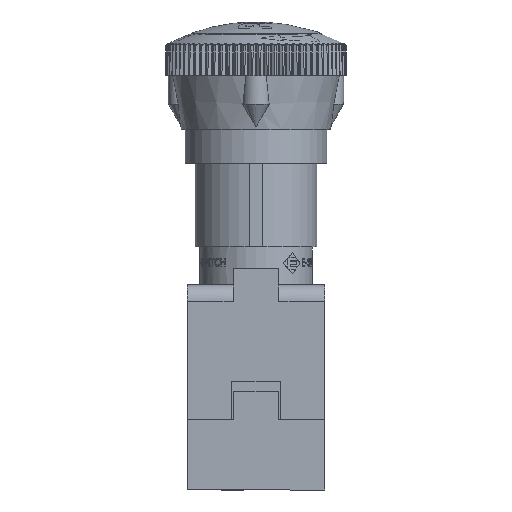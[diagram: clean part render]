
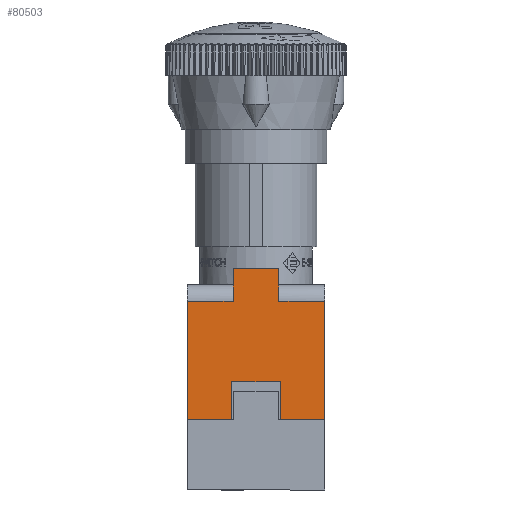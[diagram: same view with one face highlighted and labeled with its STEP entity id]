
A CAD part, front view. The second image highlights one B-rep face of the part: STEP entity #80503.
In plain terms, the highlighted planar face has unit normal (0, -1, 0).
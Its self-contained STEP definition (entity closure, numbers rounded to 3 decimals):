
#3940=PLANE('',#84901);
#9709=FACE_OUTER_BOUND('',#14280,.T.);
#14280=EDGE_LOOP('',(#75671,#75672,#75673,#75674,#75675,#75676,#75677,#75678,
#75679,#75680,#75681,#75682,#75683,#75684,#75685,#75686));
#19866=LINE('',#116141,#27860);
#19867=LINE('',#116142,#27861);
#22639=LINE('',#128235,#30633);
#22640=LINE('',#128238,#30634);
#22641=LINE('',#128240,#30635);
#23113=LINE('',#129191,#31107);
#23115=LINE('',#129193,#31109);
#24798=LINE('',#149726,#32792);
#24807=LINE('',#149742,#32801);
#24808=LINE('',#149745,#32802);
#24809=LINE('',#149747,#32803);
#24810=LINE('',#149749,#32804);
#24811=LINE('',#149750,#32805);
#24812=LINE('',#149752,#32806);
#24813=LINE('',#149754,#32807);
#24814=LINE('',#149755,#32808);
#27860=VECTOR('',#90299,10.);
#27861=VECTOR('',#90300,10.);
#30633=VECTOR('',#95146,10.);
#30634=VECTOR('',#95149,10.);
#30635=VECTOR('',#95150,10.);
#31107=VECTOR('',#95958,10.);
#31109=VECTOR('',#95960,10.);
#32792=VECTOR('',#101415,10.);
#32801=VECTOR('',#101428,10.);
#32802=VECTOR('',#101433,10.);
#32803=VECTOR('',#101434,10.);
#32804=VECTOR('',#101435,10.);
#32805=VECTOR('',#101436,10.);
#32806=VECTOR('',#101437,10.);
#32807=VECTOR('',#101438,10.);
#32808=VECTOR('',#101439,10.);
#33516=VERTEX_POINT('',#104097);
#35928=VERTEX_POINT('',#116139);
#35929=VERTEX_POINT('',#116140);
#35936=VERTEX_POINT('',#116192);
#38349=VERTEX_POINT('',#128233);
#38350=VERTEX_POINT('',#128237);
#38351=VERTEX_POINT('',#128239);
#38502=VERTEX_POINT('',#128667);
#38520=VERTEX_POINT('',#128715);
#38609=VERTEX_POINT('',#128957);
#38621=VERTEX_POINT('',#128994);
#40686=VERTEX_POINT('',#149741);
#40687=VERTEX_POINT('',#149746);
#40688=VERTEX_POINT('',#149748);
#40689=VERTEX_POINT('',#149751);
#40690=VERTEX_POINT('',#149753);
#44957=EDGE_CURVE('',#35928,#35929,#19866,.T.);
#44958=EDGE_CURVE('',#33516,#35928,#19867,.T.);
#48589=EDGE_CURVE('',#35936,#38349,#22639,.T.);
#48590=EDGE_CURVE('',#38350,#35936,#22640,.T.);
#48591=EDGE_CURVE('',#38350,#38351,#22641,.T.);
#49068=EDGE_CURVE('',#38520,#38621,#23113,.T.);
#49070=EDGE_CURVE('',#38609,#38502,#23115,.T.);
#52388=EDGE_CURVE('',#38621,#38351,#24798,.T.);
#52397=EDGE_CURVE('',#40686,#33516,#24807,.T.);
#52399=EDGE_CURVE('',#38609,#35929,#24808,.T.);
#52400=EDGE_CURVE('',#38502,#40687,#24809,.T.);
#52401=EDGE_CURVE('',#40687,#40688,#24810,.T.);
#52402=EDGE_CURVE('',#40688,#38520,#24811,.T.);
#52403=EDGE_CURVE('',#38349,#40689,#24812,.T.);
#52404=EDGE_CURVE('',#40689,#40690,#24813,.T.);
#52405=EDGE_CURVE('',#40690,#40686,#24814,.T.);
#75671=ORIENTED_EDGE('',*,*,#44957,.T.);
#75672=ORIENTED_EDGE('',*,*,#52399,.F.);
#75673=ORIENTED_EDGE('',*,*,#49070,.T.);
#75674=ORIENTED_EDGE('',*,*,#52400,.T.);
#75675=ORIENTED_EDGE('',*,*,#52401,.T.);
#75676=ORIENTED_EDGE('',*,*,#52402,.T.);
#75677=ORIENTED_EDGE('',*,*,#49068,.T.);
#75678=ORIENTED_EDGE('',*,*,#52388,.T.);
#75679=ORIENTED_EDGE('',*,*,#48591,.F.);
#75680=ORIENTED_EDGE('',*,*,#48590,.T.);
#75681=ORIENTED_EDGE('',*,*,#48589,.T.);
#75682=ORIENTED_EDGE('',*,*,#52403,.T.);
#75683=ORIENTED_EDGE('',*,*,#52404,.T.);
#75684=ORIENTED_EDGE('',*,*,#52405,.T.);
#75685=ORIENTED_EDGE('',*,*,#52397,.T.);
#75686=ORIENTED_EDGE('',*,*,#44958,.T.);
#80503=ADVANCED_FACE('',(#9709),#3940,.T.);
#84901=AXIS2_PLACEMENT_3D('',#149744,#101431,#101432);
#90299=DIRECTION('',(-1.,0.,0.));
#90300=DIRECTION('',(0.,0.,-1.));
#95146=DIRECTION('',(-1.,0.,0.));
#95149=DIRECTION('',(0.,0.,1.));
#95150=DIRECTION('',(1.,0.,0.));
#95958=DIRECTION('',(1.,0.,0.));
#95960=DIRECTION('',(1.,0.,0.));
#101415=DIRECTION('',(0.,0.,1.));
#101428=DIRECTION('',(-1.,0.,0.));
#101431=DIRECTION('center_axis',(0.,-1.,0.));
#101432=DIRECTION('ref_axis',(1.,0.,0.));
#101433=DIRECTION('',(0.,0.,1.));
#101434=DIRECTION('',(0.,0.,1.));
#101435=DIRECTION('',(1.,0.,0.));
#101436=DIRECTION('',(0.,0.,-1.));
#101437=DIRECTION('',(0.,0.,1.));
#101438=DIRECTION('',(-1.,0.,0.));
#101439=DIRECTION('',(0.,0.,-1.));
#104097=CARTESIAN_POINT('',(-8.99,-9.,15.55));
#116139=CARTESIAN_POINT('',(-8.99,-9.,2.1));
#116140=CARTESIAN_POINT('',(-9.,-9.,2.1));
#116141=CARTESIAN_POINT('',(-8.99,-9.,2.1));
#116142=CARTESIAN_POINT('',(-8.99,-9.,4.425));
#116192=CARTESIAN_POINT('',(8.99,-9.,15.55));
#128233=CARTESIAN_POINT('',(3.,-9.,15.55));
#128235=CARTESIAN_POINT('',(9.,-9.,15.55));
#128237=CARTESIAN_POINT('',(8.99,-9.,2.1));
#128238=CARTESIAN_POINT('',(8.99,-9.,4.425));
#128239=CARTESIAN_POINT('',(9.,-9.,2.1));
#128240=CARTESIAN_POINT('',(8.99,-9.,2.1));
#128667=CARTESIAN_POINT('',(-3.2,-9.,0.));
#128715=CARTESIAN_POINT('',(3.2,-9.,0.));
#128957=CARTESIAN_POINT('',(-9.,-9.,0.));
#128994=CARTESIAN_POINT('',(9.,-9.,0.));
#129191=CARTESIAN_POINT('',(-9.,-9.,0.));
#129193=CARTESIAN_POINT('',(-9.,-9.,0.));
#149726=CARTESIAN_POINT('',(9.,-9.,0.));
#149741=CARTESIAN_POINT('',(-3.,-9.,15.55));
#149742=CARTESIAN_POINT('',(-9.,-9.,15.55));
#149744=CARTESIAN_POINT('Origin',(-9.,-9.,0.));
#149745=CARTESIAN_POINT('',(-9.,-9.,0.));
#149746=CARTESIAN_POINT('',(-3.2,-9.,5.));
#149747=CARTESIAN_POINT('',(-3.2,-9.,0.));
#149748=CARTESIAN_POINT('',(3.2,-9.,5.));
#149749=CARTESIAN_POINT('',(-4.5,-9.,5.));
#149750=CARTESIAN_POINT('',(3.2,-9.,0.));
#149751=CARTESIAN_POINT('',(3.,-9.,19.85));
#149752=CARTESIAN_POINT('',(3.,-9.,17.7));
#149753=CARTESIAN_POINT('',(-3.,-9.,19.85));
#149754=CARTESIAN_POINT('',(-1.5,-9.,19.85));
#149755=CARTESIAN_POINT('',(-3.,-9.,8.313));
